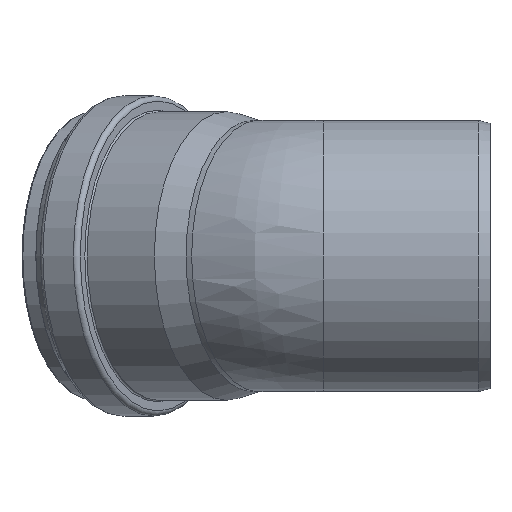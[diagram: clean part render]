
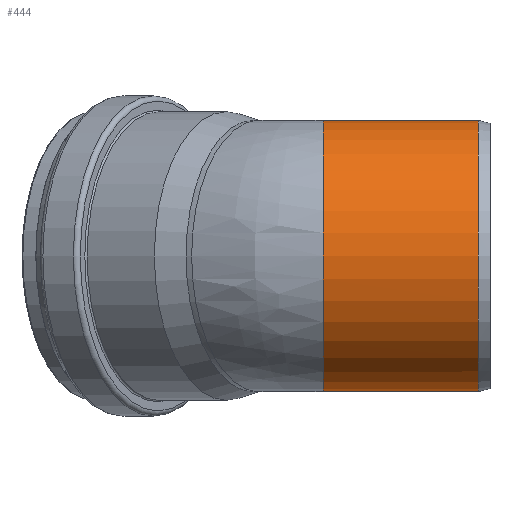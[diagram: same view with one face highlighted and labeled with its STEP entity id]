
A CAD part, left-side view. The second image highlights one B-rep face of the part: STEP entity #444.
In plain terms, the highlighted cylindrical face has radius 80.05 mm (diameter 160.1 mm), a full revolution.
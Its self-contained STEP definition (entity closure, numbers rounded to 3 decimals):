
#35=CYLINDRICAL_SURFACE('',#492,80.05);
#48=ELLIPSE('',#488,83.014,80.05);
#54=FACE_BOUND('',#139,.T.);
#95=FACE_OUTER_BOUND('',#138,.T.);
#138=EDGE_LOOP('',(#353));
#139=EDGE_LOOP('',(#354,#355));
#215=CIRCLE('',#486,80.05);
#217=CIRCLE('',#490,80.05);
#256=VERTEX_POINT('',#735);
#258=VERTEX_POINT('',#763);
#260=VERTEX_POINT('',#772);
#298=EDGE_CURVE('',#256,#256,#215,.T.);
#301=EDGE_CURVE('',#258,#260,#48,.T.);
#304=EDGE_CURVE('',#260,#258,#217,.T.);
#353=ORIENTED_EDGE('',*,*,#298,.T.);
#354=ORIENTED_EDGE('',*,*,#301,.F.);
#355=ORIENTED_EDGE('',*,*,#304,.F.);
#444=ADVANCED_FACE('',(#95,#54),#35,.T.);
#486=AXIS2_PLACEMENT_3D('',#736,#571,#572);
#488=AXIS2_PLACEMENT_3D('',#773,#575,#576);
#490=AXIS2_PLACEMENT_3D('',#810,#579,#580);
#492=AXIS2_PLACEMENT_3D('',#812,#583,#584);
#571=DIRECTION('center_axis',(0.,1.,0.));
#572=DIRECTION('ref_axis',(1.,0.,0.));
#575=DIRECTION('center_axis',(0.265,0.964,0.));
#576=DIRECTION('ref_axis',(0.964,-0.265,0.));
#579=DIRECTION('center_axis',(0.,1.,0.));
#580=DIRECTION('ref_axis',(1.,0.,0.));
#583=DIRECTION('center_axis',(0.,1.,0.));
#584=DIRECTION('ref_axis',(1.,0.,0.));
#735=CARTESIAN_POINT('',(-80.05,7.,0.));
#736=CARTESIAN_POINT('Origin',(0.,7.,0.));
#763=CARTESIAN_POINT('',(73.123,98.449,32.573));
#772=CARTESIAN_POINT('',(73.123,98.449,-32.573));
#773=CARTESIAN_POINT('Origin',(0.,118.532,0.));
#810=CARTESIAN_POINT('Origin',(0.,98.449,0.));
#812=CARTESIAN_POINT('Origin',(0.,0.,0.));
